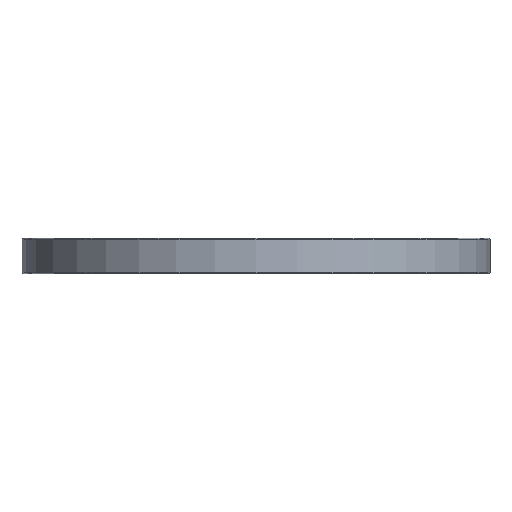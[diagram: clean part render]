
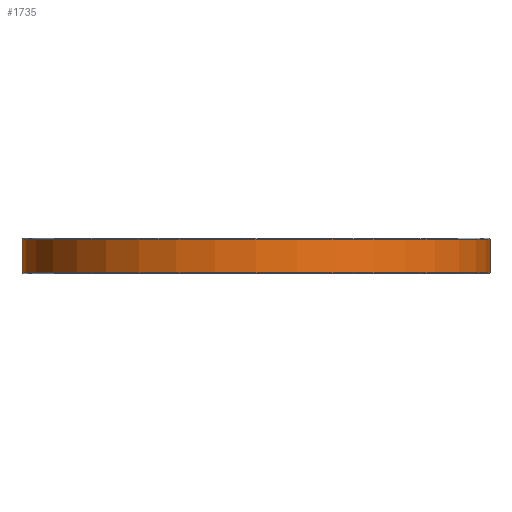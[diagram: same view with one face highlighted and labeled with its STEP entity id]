
A CAD part, front view. The second image highlights one B-rep face of the part: STEP entity #1735.
In plain terms, the highlighted cylindrical face has radius 197.5 mm (diameter 395 mm), a partial arc.
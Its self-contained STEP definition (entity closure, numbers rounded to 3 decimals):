
#20 = VERTEX_POINT ( 'NONE', #1652 ) ;
#36 = VERTEX_POINT ( 'NONE', #457 ) ;
#45 = VERTEX_POINT ( 'NONE', #1623 ) ;
#132 = ORIENTED_EDGE ( 'NONE', *, *, #1003, .T. ) ;
#182 = VECTOR ( 'NONE', #705, 1000. ) ;
#260 = ORIENTED_EDGE ( 'NONE', *, *, #683, .F. ) ;
#297 = CARTESIAN_POINT ( 'NONE',  ( 197.5, 0., 30. ) ) ;
#398 = ORIENTED_EDGE ( 'NONE', *, *, #1475, .T. ) ;
#440 = CARTESIAN_POINT ( 'NONE',  ( -197.5, 0., 1. ) ) ;
#452 = DIRECTION ( 'NONE',  ( -1., 0., 0. ) ) ;
#457 = CARTESIAN_POINT ( 'NONE',  ( 197.5, 0., 29. ) ) ;
#474 = DIRECTION ( 'NONE',  ( 0., 0., -1. ) ) ;
#598 = DIRECTION ( 'NONE',  ( 1., 0., 0. ) ) ;
#608 = CIRCLE ( 'NONE', #1243, 197.5 ) ;
#683 = EDGE_CURVE ( 'NONE', #36, #45, #2261, .T. ) ;
#705 = DIRECTION ( 'NONE',  ( 0., 0., -1. ) ) ;
#789 = AXIS2_PLACEMENT_3D ( 'NONE', #1372, #2017, #598 ) ;
#842 = LINE ( 'NONE', #2445, #1596 ) ;
#1003 = EDGE_CURVE ( 'NONE', #20, #1052, #842, .T. ) ;
#1052 = VERTEX_POINT ( 'NONE', #440 ) ;
#1084 = EDGE_LOOP ( 'NONE', ( #260, #398, #132, #2443 ) ) ;
#1243 = AXIS2_PLACEMENT_3D ( 'NONE', #2210, #1627, #1247 ) ;
#1247 = DIRECTION ( 'NONE',  ( 1., 0., 0. ) ) ;
#1251 = DIRECTION ( 'NONE',  ( 0., 0., -1. ) ) ;
#1303 = CIRCLE ( 'NONE', #789, 197.5 ) ;
#1354 = EDGE_CURVE ( 'NONE', #1052, #45, #1303, .T. ) ;
#1372 = CARTESIAN_POINT ( 'NONE',  ( 0., 0., 1. ) ) ;
#1451 = CYLINDRICAL_SURFACE ( 'NONE', #1668, 197.5 ) ;
#1475 = EDGE_CURVE ( 'NONE', #36, #20, #608, .T. ) ;
#1554 = FACE_OUTER_BOUND ( 'NONE', #1084, .T. ) ;
#1596 = VECTOR ( 'NONE', #474, 1000. ) ;
#1623 = CARTESIAN_POINT ( 'NONE',  ( 197.5, 0., 1. ) ) ;
#1627 = DIRECTION ( 'NONE',  ( 0., 0., -1. ) ) ;
#1652 = CARTESIAN_POINT ( 'NONE',  ( -197.5, 0., 29. ) ) ;
#1668 = AXIS2_PLACEMENT_3D ( 'NONE', #2414, #1251, #452 ) ;
#1735 = ADVANCED_FACE ( 'NONE', ( #1554 ), #1451, .T. ) ;
#2017 = DIRECTION ( 'NONE',  ( 0., 0., 1. ) ) ;
#2210 = CARTESIAN_POINT ( 'NONE',  ( 0., 0., 29. ) ) ;
#2261 = LINE ( 'NONE', #297, #182 ) ;
#2414 = CARTESIAN_POINT ( 'NONE',  ( 0., 0., 30. ) ) ;
#2443 = ORIENTED_EDGE ( 'NONE', *, *, #1354, .T. ) ;
#2445 = CARTESIAN_POINT ( 'NONE',  ( -197.5, 0., 30. ) ) ;
